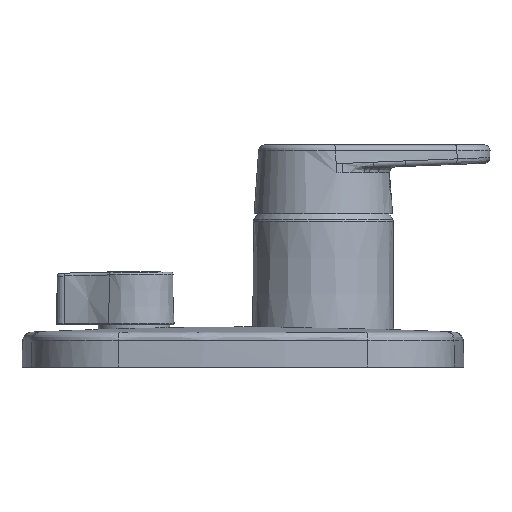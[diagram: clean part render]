
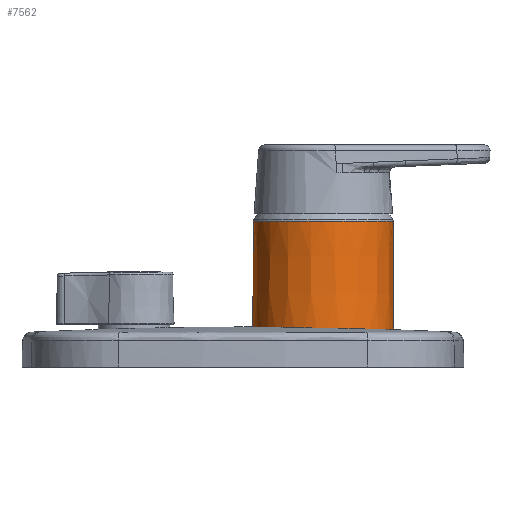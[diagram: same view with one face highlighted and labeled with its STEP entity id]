
A CAD part, left-side view. The second image highlights one B-rep face of the part: STEP entity #7562.
In plain terms, the highlighted conical face has half-angle 0.25 degrees and reference radius 24.675 mm.
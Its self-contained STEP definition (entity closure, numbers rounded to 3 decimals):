
#127 = CARTESIAN_POINT ( 'NONE',  ( -14.295, 19.96, 13.893 ) ) ;
#155 = CARTESIAN_POINT ( 'NONE',  ( -23.256, 7.901, 13.675 ) ) ;
#185 = CARTESIAN_POINT ( 'NONE',  ( -23.763, -6.37, 13.424 ) ) ;
#212 = CARTESIAN_POINT ( 'NONE',  ( -12.294, -21.266, 13.103 ) ) ;
#573 = CARTESIAN_POINT ( 'NONE',  ( 0., 0., -15.3 ) ) ;
#704 = CARTESIAN_POINT ( 'NONE',  ( 0., 24.547, 13.979 ) ) ;
#731 = CARTESIAN_POINT ( 'NONE',  ( -15.263, 19.23, 13.879 ) ) ;
#756 = CARTESIAN_POINT ( 'NONE',  ( 0., 24.547, 13.979 ) ) ;
#757 = CARTESIAN_POINT ( 'NONE',  ( -23.714, 6.361, 13.648 ) ) ;
#784 = CARTESIAN_POINT ( 'NONE',  ( -22.377, -10.129, 13.353 ) ) ;
#816 = CARTESIAN_POINT ( 'NONE',  ( -10.138, -22.375, 13.074 ) ) ;
#1045 = LINE ( 'NONE', #6764, #6230 ) ;
#1096 = CARTESIAN_POINT ( 'NONE',  ( 0., 24.387, 50.781 ) ) ;
#1294 = EDGE_CURVE ( 'NONE', #5327, #4845, #3219, .T. ) ;
#1329 = CARTESIAN_POINT ( 'NONE',  ( -16.797, 17.919, 13.855 ) ) ;
#1357 = CARTESIAN_POINT ( 'NONE',  ( -23.999, 5.181, 13.627 ) ) ;
#1388 = CARTESIAN_POINT ( 'NONE',  ( -21.269, -12.287, 13.31 ) ) ;
#1416 = CARTESIAN_POINT ( 'NONE',  ( -6.375, -23.763, 13.036 ) ) ;
#1628 = ORIENTED_EDGE ( 'NONE', *, *, #1725, .T. ) ;
#1725 = EDGE_CURVE ( 'NONE', #7474, #3971, #1045, .T. ) ;
#1905 = CARTESIAN_POINT ( 'NONE',  ( -5.571, 23.92, 13.967 ) ) ;
#1933 = CARTESIAN_POINT ( 'NONE',  ( -19.511, 14.984, 13.801 ) ) ;
#1964 = CARTESIAN_POINT ( 'NONE',  ( -24.549, 1.607, 13.565 ) ) ;
#1993 = CARTESIAN_POINT ( 'NONE',  ( -19.524, -14.97, 13.254 ) ) ;
#2019 = CARTESIAN_POINT ( 'NONE',  ( -3.217, -24.353, 13.02 ) ) ;
#2026 = CARTESIAN_POINT ( 'NONE',  ( 0., -24.387, 50.781 ) ) ;
#2297 = EDGE_LOOP ( 'NONE', ( #4280, #7582, #1628, #7509 ) ) ;
#2517 = CARTESIAN_POINT ( 'NONE',  ( -7.891, 23.258, 13.955 ) ) ;
#2533 = B_SPLINE_CURVE_WITH_KNOTS ( 'NONE', 3,
 ( #704, #4292, #5508, #1905, #6119, #2517, #6732, #3125, #7336, #3719, #127, #4318, #731, #4926, #1329, #5537, #1933, #6147, #2545, #6761, #3152, #7365, #3749, #155, #4345, #757, #4959, #1357, #5561, #1964, #6179, #2568, #6786, #3177, #7393, #3773, #185, #4373, #784, #4988, #1388, #5589, #1993, #6206, #2601, #6815, #3207, #7423, #3801, #212, #4405, #816, #5018, #1416, #5622, #2019, #6232, #2629, #6846 ),
 .UNSPECIFIED., .F., .F.,
 ( 4, 2, 2, 2, 2, 2, 2, 2, 2, 2, 2, 1, 2, 2, 2, 2, 2, 2, 2, 2, 2, 2, 2, 2, 2, 2, 2, 2, 2, 4 ),
 ( 0., 0.005, 0.007, 0.01, 0.014, 0.016, 0.017, 0.019, 0.024, 0.025, 0.026, 0.029, 0.031, 0.032, 0.034, 0.038, 0.041, 0.042, 0.043, 0.048, 0.05, 0.053, 0.058, 0.06, 0.062, 0.065, 0.067, 0.072, 0.074, 0.077 ),
 .UNSPECIFIED. ) ;
#2545 = CARTESIAN_POINT ( 'NONE',  ( -20.85, 12.963, 13.765 ) ) ;
#2568 = CARTESIAN_POINT ( 'NONE',  ( -24.511, -1.597, 13.509 ) ) ;
#2601 = CARTESIAN_POINT ( 'NONE',  ( -16.791, -17.929, 13.186 ) ) ;
#2629 = CARTESIAN_POINT ( 'NONE',  ( -0.801, -24.551, 13.014 ) ) ;
#2769 = CARTESIAN_POINT ( 'NONE',  ( 0., -24.675, -15.3 ) ) ;
#3125 = CARTESIAN_POINT ( 'NONE',  ( -10.888, 22.059, 13.932 ) ) ;
#3152 = CARTESIAN_POINT ( 'NONE',  ( -21.464, 11.919, 13.746 ) ) ;
#3156 = DIRECTION ( 'NONE',  ( 0., 0.004, -1. ) ) ;
#3177 = CARTESIAN_POINT ( 'NONE',  ( -24.342, -3.207, 13.481 ) ) ;
#3207 = CARTESIAN_POINT ( 'NONE',  ( -14.953, -19.488, 13.148 ) ) ;
#3219 = LINE ( 'NONE', #2769, #4615 ) ;
#3369 = CARTESIAN_POINT ( 'NONE',  ( 0., 0., 50.781 ) ) ;
#3719 = CARTESIAN_POINT ( 'NONE',  ( -13.966, 20.191, 13.897 ) ) ;
#3749 = CARTESIAN_POINT ( 'NONE',  ( -22.716, 9.408, 13.701 ) ) ;
#3773 = CARTESIAN_POINT ( 'NONE',  ( -24.155, -4.402, 13.46 ) ) ;
#3801 = CARTESIAN_POINT ( 'NONE',  ( -12.981, -20.854, 13.114 ) ) ;
#3962 = DIRECTION ( 'NONE',  ( 0., -1., 0. ) ) ;
#3971 = VERTEX_POINT ( 'NONE', #756 ) ;
#4160 = DIRECTION ( 'NONE',  ( 0., 1., 0. ) ) ;
#4280 = ORIENTED_EDGE ( 'NONE', *, *, #1294, .F. ) ;
#4292 = CARTESIAN_POINT ( 'NONE',  ( -1.622, 24.547, 13.979 ) ) ;
#4318 = CARTESIAN_POINT ( 'NONE',  ( -14.943, 19.48, 13.884 ) ) ;
#4345 = CARTESIAN_POINT ( 'NONE',  ( -23.606, 6.749, 13.654 ) ) ;
#4373 = CARTESIAN_POINT ( 'NONE',  ( -23.3, -7.9, 13.396 ) ) ;
#4405 = CARTESIAN_POINT ( 'NONE',  ( -10.874, -22.026, 13.083 ) ) ;
#4553 = DIRECTION ( 'NONE',  ( 0., -0.004, -1. ) ) ;
#4615 = VECTOR ( 'NONE', #4553, 1000. ) ;
#4845 = VERTEX_POINT ( 'NONE', #7563 ) ;
#4926 = CARTESIAN_POINT ( 'NONE',  ( -16.201, 18.46, 13.865 ) ) ;
#4959 = CARTESIAN_POINT ( 'NONE',  ( -23.91, 5.577, 13.634 ) ) ;
#4988 = CARTESIAN_POINT ( 'NONE',  ( -22.03, -10.865, 13.339 ) ) ;
#5018 = CARTESIAN_POINT ( 'NONE',  ( -7.906, -23.299, 13.049 ) ) ;
#5327 = VERTEX_POINT ( 'NONE', #2026 ) ;
#5508 = CARTESIAN_POINT ( 'NONE',  ( -3.217, 24.388, 13.976 ) ) ;
#5537 = CARTESIAN_POINT ( 'NONE',  ( -18.495, 16.22, 13.824 ) ) ;
#5561 = CARTESIAN_POINT ( 'NONE',  ( -24.393, 3.2, 13.593 ) ) ;
#5589 = CARTESIAN_POINT ( 'NONE',  ( -20.857, -12.975, 13.296 ) ) ;
#5618 = CONICAL_SURFACE ( 'NONE', #6108, 24.675, 0.004 ) ;
#5622 = CARTESIAN_POINT ( 'NONE',  ( -4.016, -24.234, 13.023 ) ) ;
#5987 = DIRECTION ( 'NONE',  ( 0., 0., -1. ) ) ;
#6108 = AXIS2_PLACEMENT_3D ( 'NONE', #573, #5987, #4160 ) ;
#6119 = CARTESIAN_POINT ( 'NONE',  ( -6.349, 23.726, 13.964 ) ) ;
#6147 = CARTESIAN_POINT ( 'NONE',  ( -20.633, 13.306, 13.771 ) ) ;
#6179 = CARTESIAN_POINT ( 'NONE',  ( -24.549, -0.794, 13.523 ) ) ;
#6206 = CARTESIAN_POINT ( 'NONE',  ( -18.509, -16.21, 13.226 ) ) ;
#6230 = VECTOR ( 'NONE', #3156, 1000. ) ;
#6232 = CARTESIAN_POINT ( 'NONE',  ( -1.605, -24.512, 13.015 ) ) ;
#6315 = EDGE_CURVE ( 'NONE', #5327, #7474, #6560, .T. ) ;
#6560 = CIRCLE ( 'NONE', #7631, 24.387 ) ;
#6627 = EDGE_CURVE ( 'NONE', #3971, #4845, #2533, .T. ) ;
#6732 = CARTESIAN_POINT ( 'NONE',  ( -8.658, 22.984, 13.95 ) ) ;
#6761 = CARTESIAN_POINT ( 'NONE',  ( -21.266, 12.27, 13.752 ) ) ;
#6764 = CARTESIAN_POINT ( 'NONE',  ( 0., 24.675, -15.3 ) ) ;
#6786 = CARTESIAN_POINT ( 'NONE',  ( -24.392, -2.804, 13.488 ) ) ;
#6815 = CARTESIAN_POINT ( 'NONE',  ( -16.193, -18.471, 13.173 ) ) ;
#6846 = CARTESIAN_POINT ( 'NONE',  ( 0., -24.551, 13.014 ) ) ;
#7336 = CARTESIAN_POINT ( 'NONE',  ( -12.298, 21.305, 13.918 ) ) ;
#7365 = CARTESIAN_POINT ( 'NONE',  ( -22.032, 10.856, 13.727 ) ) ;
#7393 = CARTESIAN_POINT ( 'NONE',  ( -24.224, -4.006, 13.467 ) ) ;
#7420 = FACE_OUTER_BOUND ( 'NONE', #2297, .T. ) ;
#7423 = CARTESIAN_POINT ( 'NONE',  ( -14.311, -19.965, 13.136 ) ) ;
#7474 = VERTEX_POINT ( 'NONE', #1096 ) ;
#7509 = ORIENTED_EDGE ( 'NONE', *, *, #6627, .T. ) ;
#7562 = ADVANCED_FACE ( 'NONE', ( #7420 ), #5618, .T. ) ;
#7563 = CARTESIAN_POINT ( 'NONE',  ( 0., -24.551, 13.014 ) ) ;
#7581 = DIRECTION ( 'NONE',  ( 0., 0., -1. ) ) ;
#7582 = ORIENTED_EDGE ( 'NONE', *, *, #6315, .T. ) ;
#7631 = AXIS2_PLACEMENT_3D ( 'NONE', #3369, #7581, #3962 ) ;
